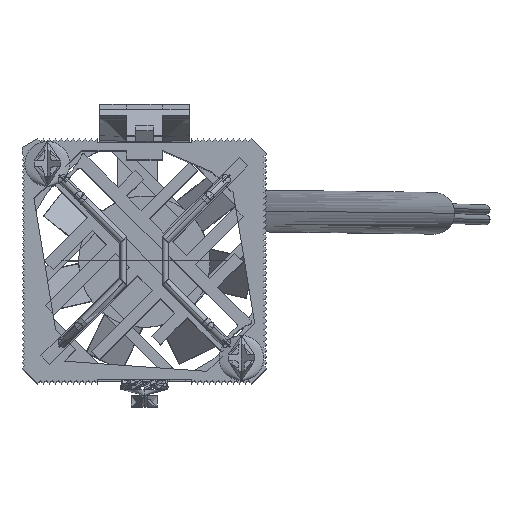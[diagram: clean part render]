
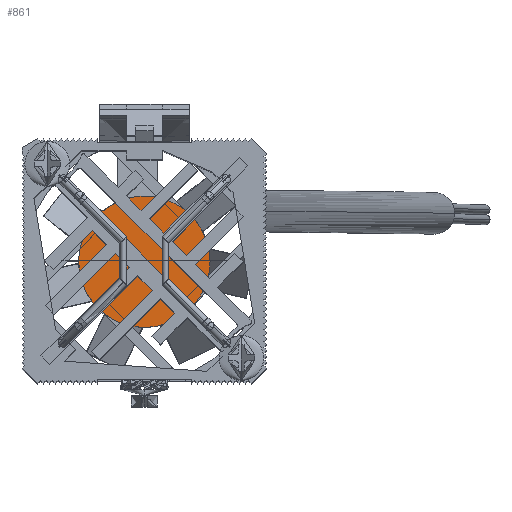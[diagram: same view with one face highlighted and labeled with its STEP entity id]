
A CAD part, top view. The second image highlights one B-rep face of the part: STEP entity #861.
In plain terms, the highlighted planar face has unit normal (0, 0, 1).
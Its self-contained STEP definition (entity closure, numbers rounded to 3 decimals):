
#861=ADVANCED_FACE($,(#1680),#10685,.T.);
#1680=FACE_OUTER_BOUND($,#2508,.T.);
#2508=EDGE_LOOP($,(#5870,#5871));
#5870=ORIENTED_EDGE($,*,*,#8239,.T.);
#5871=ORIENTED_EDGE($,*,*,#8243,.T.);
#8239=EDGE_CURVE($,#9680,#9682,#12490,.T.);
#8243=EDGE_CURVE($,#9682,#9680,#12492,.T.);
#9680=VERTEX_POINT($,#27988);
#9682=VERTEX_POINT($,#27990);
#10685=PLANE($,#12967);
#12490=(
BOUNDED_CURVE()
B_SPLINE_CURVE(2,(#27942,#27943,#27944,#27945,#27946),.UNSPECIFIED.,.F.,
.F.)
B_SPLINE_CURVE_WITH_KNOTS((3,2,3),(0.,17.279,34.558),
.UNSPECIFIED.)
CURVE()
GEOMETRIC_REPRESENTATION_ITEM()
RATIONAL_B_SPLINE_CURVE((1.,0.707,1.,0.707,1.))
REPRESENTATION_ITEM($)
);
#12492=(
BOUNDED_CURVE()
B_SPLINE_CURVE(2,(#27956,#27957,#27958,#27959,#27960),.UNSPECIFIED.,.F.,
.F.)
B_SPLINE_CURVE_WITH_KNOTS((3,2,3),(34.558,51.836,69.115),
.UNSPECIFIED.)
CURVE()
GEOMETRIC_REPRESENTATION_ITEM()
RATIONAL_B_SPLINE_CURVE((1.,0.707,1.,0.707,1.))
REPRESENTATION_ITEM($)
);
#12967=AXIS2_PLACEMENT_3D($,#27966,#13186,$);
#13186=DIRECTION($,(0.,0.,1.));
#27942=CARTESIAN_POINT($,(98.2,22.9,11.));
#27943=CARTESIAN_POINT($,(98.2,33.9,11.));
#27944=CARTESIAN_POINT($,(87.2,33.9,11.));
#27945=CARTESIAN_POINT($,(76.2,33.9,11.));
#27946=CARTESIAN_POINT($,(76.2,22.9,11.));
#27956=CARTESIAN_POINT($,(76.2,22.9,11.));
#27957=CARTESIAN_POINT($,(76.2,11.9,11.));
#27958=CARTESIAN_POINT($,(87.2,11.9,11.));
#27959=CARTESIAN_POINT($,(98.2,11.9,11.));
#27960=CARTESIAN_POINT($,(98.2,22.9,11.));
#27966=CARTESIAN_POINT($,(76.2,11.9,11.));
#27988=CARTESIAN_POINT($,(98.2,22.9,11.));
#27990=CARTESIAN_POINT($,(76.2,22.9,11.));
